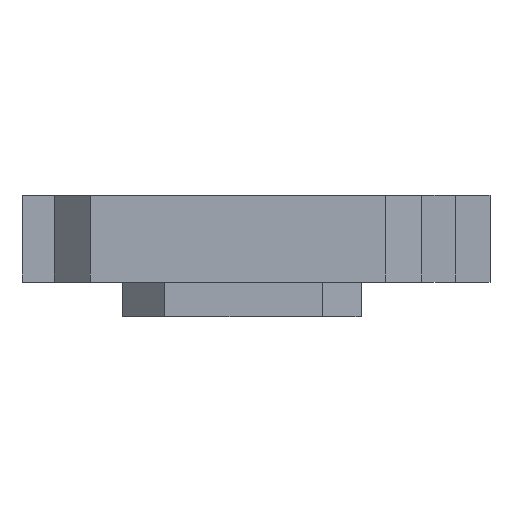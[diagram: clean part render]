
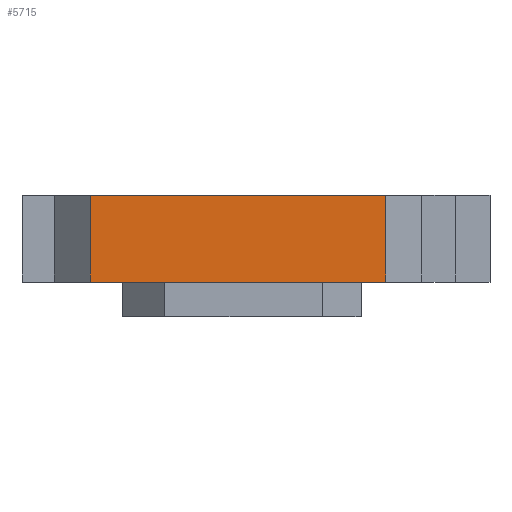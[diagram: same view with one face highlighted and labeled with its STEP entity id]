
A CAD part, front view. The second image highlights one B-rep face of the part: STEP entity #5715.
In plain terms, the highlighted planar face has unit normal (0, -1, 0).
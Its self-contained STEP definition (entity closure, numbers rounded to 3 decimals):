
#512=FACE_OUTER_BOUND('',#818,.T.);
#818=EDGE_LOOP('',(#5112,#5113,#5114,#5115));
#956=LINE('',#9223,#1544);
#1389=LINE('',#11924,#1977);
#1415=LINE('',#11975,#2003);
#1416=LINE('',#11977,#2004);
#1544=VECTOR('',#6236,10.);
#1977=VECTOR('',#7181,10.);
#2003=VECTOR('',#7233,10.);
#2004=VECTOR('',#7236,10.);
#2387=VERTEX_POINT('',#9220);
#2388=VERTEX_POINT('',#9222);
#2737=VERTEX_POINT('',#11923);
#2749=VERTEX_POINT('',#11973);
#2996=EDGE_CURVE('',#2388,#2387,#956,.T.);
#3563=EDGE_CURVE('',#2388,#2737,#1389,.T.);
#3589=EDGE_CURVE('',#2387,#2749,#1415,.T.);
#3590=EDGE_CURVE('',#2737,#2749,#1416,.T.);
#5112=ORIENTED_EDGE('',*,*,#2996,.T.);
#5113=ORIENTED_EDGE('',*,*,#3589,.T.);
#5114=ORIENTED_EDGE('',*,*,#3590,.F.);
#5115=ORIENTED_EDGE('',*,*,#3563,.F.);
#5436=PLANE('',#6039);
#5715=ADVANCED_FACE('',(#512),#5436,.T.);
#6039=AXIS2_PLACEMENT_3D('',#11976,#7234,#7235);
#6236=DIRECTION('',(1.,0.,0.));
#7181=DIRECTION('',(0.,0.,1.));
#7233=DIRECTION('',(0.,0.,1.));
#7234=DIRECTION('center_axis',(0.,-1.,0.));
#7235=DIRECTION('ref_axis',(1.,0.,0.));
#7236=DIRECTION('',(1.,0.,0.));
#9220=CARTESIAN_POINT('',(0.,-7.86,0.));
#9222=CARTESIAN_POINT('',(-33.94,-7.86,0.));
#9223=CARTESIAN_POINT('',(-33.94,-7.86,0.));
#11923=CARTESIAN_POINT('',(-33.94,-7.86,10.));
#11924=CARTESIAN_POINT('',(-33.94,-7.86,0.));
#11973=CARTESIAN_POINT('',(0.,-7.86,10.));
#11975=CARTESIAN_POINT('',(0.,-7.86,0.));
#11976=CARTESIAN_POINT('Origin',(-2.809,-7.86,0.));
#11977=CARTESIAN_POINT('',(-33.94,-7.86,10.));
